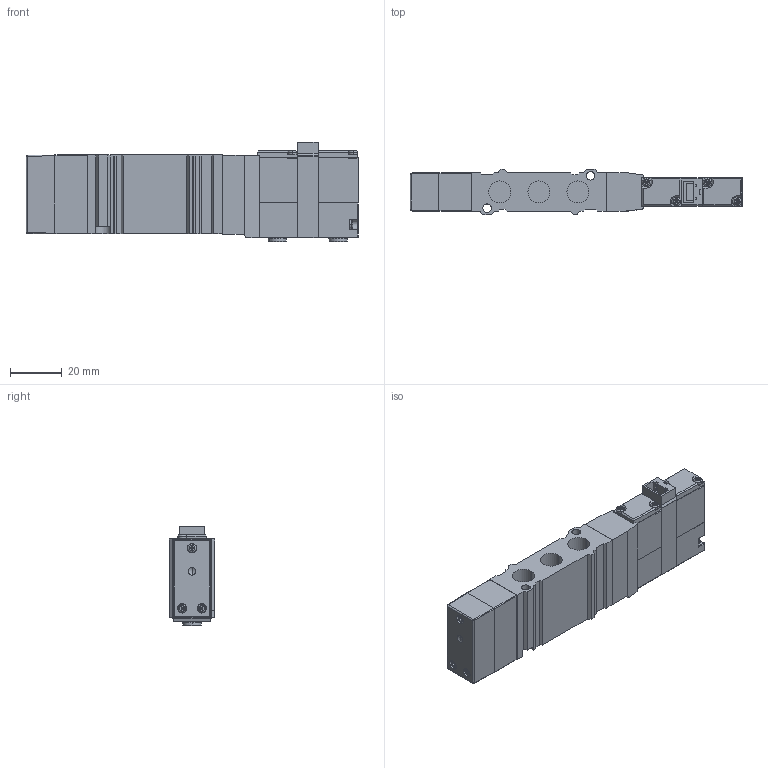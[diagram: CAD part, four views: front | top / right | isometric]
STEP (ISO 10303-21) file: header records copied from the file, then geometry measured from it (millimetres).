
FILE_DESCRIPTION((''),'2;1');
FILE_NAME('SVM5322C_ASM','2021-11-03T09:31:46',('Administrator'),(''),'CREO PARAMETRIC BY PTC INC, 2019010','CREO PARAMETRIC BY PTC INC, 2019010','');
FILE_SCHEMA(('CONFIG_CONTROL_DESIGN'));
Length unit declared in the file: millimetre
Products named in the file (23): SV5221-1; SV5322-1; SV5221-3; SV5222-003-P01_ASM; SV5221-4; SV5221-004-P01_ASM; SV5211-9; SV5211-10; SV5211-10-P01_ASM; XC-SV1-P01_ASM; XC-SV1-7; SV5211-18; GSEA2-23; XC-SV1--E4_ASM; SV5211-9-P01_ASM; SV5211-13; SV5211-013-P01_ASM; SV5212-9; SV5212-9-P01_ASM; GSEA2X50; SV5222-4-A01_ASM; GSDA2-25N; SVM5322C_ASM
Assembly tree (28 placements, depth 5):
  SVM5322C_ASM
    SV5221-1
    SV5322-1
    SV5222-003-P01_ASM
      SV5221-3
    SV5222-4-A01_ASM
      SV5221-004-P01_ASM
        SV5221-4
      SV5211-9-P01_ASM
        SV5211-9
        SV5211-10-P01_ASM
          SV5211-10
        XC-SV1--E4_ASM
          XC-SV1-P01_ASM
          XC-SV1-7
          SV5211-18
          GSEA2-23  x2
      SV5211-013-P01_ASM
        SV5211-13
      SV5212-9-P01_ASM
        SV5212-9
        SV5211-10-P01_ASM
          SV5211-10
        XC-SV1--E4_ASM
          XC-SV1-P01_ASM
          XC-SV1-7
          SV5211-18
          GSEA2-23  x2
      GSEA2X50  x2
    GSDA2-25N  x3
Bounding box: 128.3 x 17.6 x 38.5 mm (x, y, z)
Volume: 51814.1 mm3; surface area: 25043 mm2
Topology: 22 solids, 22 shells, 1173 faces, 3087 edges, 2002 vertices
Faces by surface type: plane 586, cylinder 455, cone 64, bspline 32, torus 28, sphere 8
Entity records: 25218 total; most frequent: CARTESIAN_POINT 7590, DIRECTION 3630, ORIENTED_EDGE 3564, EDGE_CURVE 1782, AXIS2_PLACEMENT_3D 1239, VERTEX_POINT 1161, VECTOR 1152, LINE 1152
